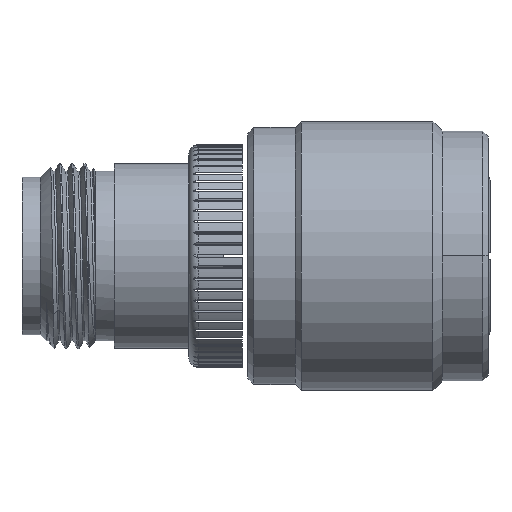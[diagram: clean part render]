
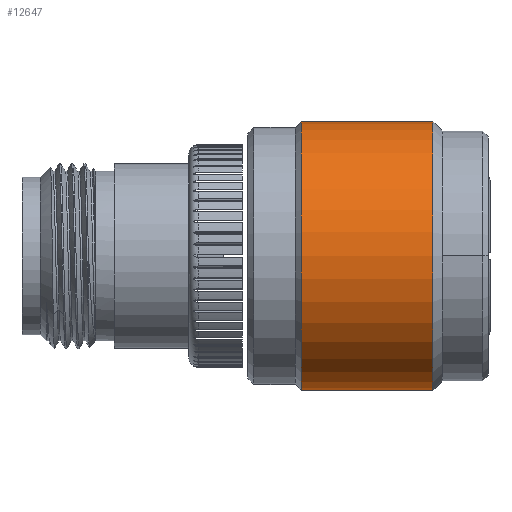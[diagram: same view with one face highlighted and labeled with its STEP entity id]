
A CAD part, top view. The second image highlights one B-rep face of the part: STEP entity #12647.
In plain terms, the highlighted cylindrical face has radius 11.5 mm (diameter 23 mm), a partial arc.
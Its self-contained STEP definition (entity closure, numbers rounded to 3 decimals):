
#10895=CARTESIAN_POINT('',(-4.885,0.,0.));
#10896=DIRECTION('',(-1.,0.,0.));
#10897=DIRECTION('',(0.,-1.,0.));
#10898=AXIS2_PLACEMENT_3D('',#10895,#10896,#10897);
#10905=CARTESIAN_POINT('',(-16.17,0.,0.));
#10906=DIRECTION('',(-1.,0.,0.));
#10907=DIRECTION('',(0.,-1.,0.));
#10908=AXIS2_PLACEMENT_3D('',#10905,#10906,#10907);
#10910=DIRECTION('',(1.,0.,0.));
#10911=VECTOR('',#10910,11.285);
#10912=CARTESIAN_POINT('',(-16.17,-11.5,0.));
#10913=LINE('',#10912,#10911);
#10914=DIRECTION('',(1.,0.,0.));
#10915=VECTOR('',#10914,11.285);
#10916=CARTESIAN_POINT('',(-16.17,11.5,0.));
#10917=LINE('',#10916,#10915);
#10988=CARTESIAN_POINT('',(-16.17,-11.5,0.));
#10990=VERTEX_POINT('',#10988);
#10991=CARTESIAN_POINT('',(-4.885,-11.5,0.));
#10992=VERTEX_POINT('',#10991);
#10994=CARTESIAN_POINT('',(-16.17,11.5,0.));
#10996=VERTEX_POINT('',#10994);
#10997=CARTESIAN_POINT('',(-4.885,11.5,0.));
#10998=VERTEX_POINT('',#10997);
#12633=CARTESIAN_POINT('',(-3.257,0.,0.));
#12634=DIRECTION('',(-1.,0.,0.));
#12635=DIRECTION('',(0.,1.,0.));
#12636=AXIS2_PLACEMENT_3D('',#12633,#12634,#12635);
#12637=CYLINDRICAL_SURFACE('',#12636,11.5);
#12639=ORIENTED_EDGE('',*,*,#12638,.F.);
#12641=ORIENTED_EDGE('',*,*,#12640,.T.);
#12643=ORIENTED_EDGE('',*,*,#12642,.T.);
#12644=ORIENTED_EDGE('',*,*,#12626,.F.);
#12645=EDGE_LOOP('',(#12639,#12641,#12643,#12644));
#12646=FACE_OUTER_BOUND('',#12645,.F.);
#10899=CIRCLE('',#10898,11.5);
#10909=CIRCLE('',#10908,11.5);
#12626=EDGE_CURVE('',#10992,#10998,#10899,.T.);
#12638=EDGE_CURVE('',#10990,#10992,#10913,.T.);
#12640=EDGE_CURVE('',#10990,#10996,#10909,.T.);
#12642=EDGE_CURVE('',#10996,#10998,#10917,.T.);
#12647=ADVANCED_FACE('',(#12646),#12637,.T.);
